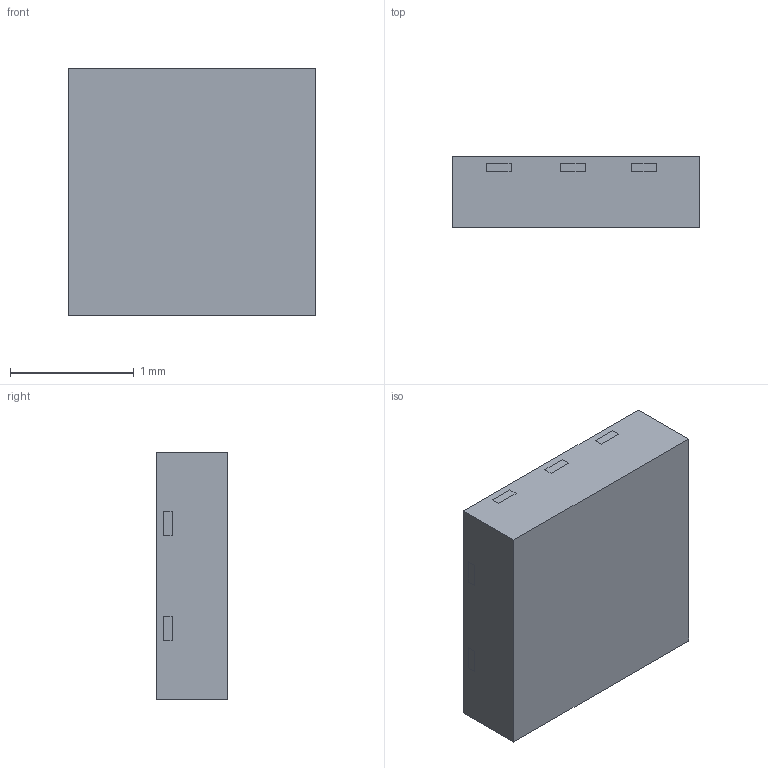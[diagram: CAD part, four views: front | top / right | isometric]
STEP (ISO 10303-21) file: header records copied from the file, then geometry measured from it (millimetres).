
FILE_DESCRIPTION(/* description */ ('Unknown'),/* implementation_level */ '2;1');
FILE_NAME(/* name */ 'DFN2020-2',/* time_stamp */ '2018-02-20T15:07:47+08:00',/* author */ ('Unknown'),/* organization */ ('Unknown'),/* preprocessor_version */ 'ST-DEVELOPER v16.7',/* originating_system */ 'DEX',/* authorisation */ $);
FILE_SCHEMA (('AUTOMOTIVE_DESIGN {1 0 10303 214 3 1 1}'));
Length unit declared in the file: millimetre
Products named in the file (3): DFN2020-2; 錨璃1; mold
Assembly tree (2 placements, depth 2):
  DFN2020-2
    錨璃1
    mold
Bounding box: 2 x 0.57 x 2 mm (x, y, z)
Volume: 2.3 mm3; surface area: 25.3 mm2
Topology: 3 solids, 3 shells, 150 faces, 450 edges, 300 vertices
Faces by surface type: plane 114, cylinder 36
Entity records: 5147 total; most frequent: CARTESIAN_POINT 903, ORIENTED_EDGE 900, DIRECTION 828, EDGE_CURVE 450, LINE 378, VECTOR 378, VERTEX_POINT 300, AXIS2_PLACEMENT_3D 225
